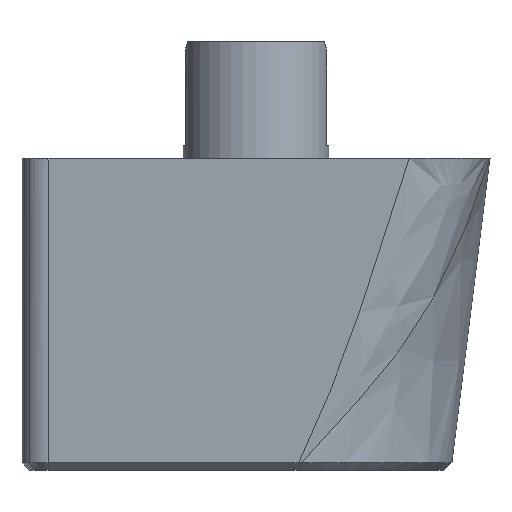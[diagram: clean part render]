
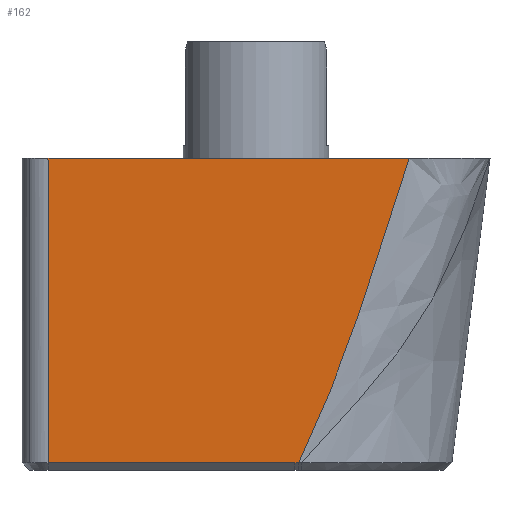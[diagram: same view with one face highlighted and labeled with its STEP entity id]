
A CAD part, left-side view. The second image highlights one B-rep face of the part: STEP entity #162.
In plain terms, the highlighted planar face has unit normal (-0.999, 0, -0.042).
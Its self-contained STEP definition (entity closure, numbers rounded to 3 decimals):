
#162=ADVANCED_FACE('',(#295),#296,.F.);
#295=FACE_OUTER_BOUND('',#652,.T.);
#296=PLANE('',#653);
#652=EDGE_LOOP('',(#1327,#1328,#1329,#1330,#1331));
#653=AXIS2_PLACEMENT_3D('',#1332,#1333,#1334);
#1327=ORIENTED_EDGE('',*,*,#1864,.F.);
#1328=ORIENTED_EDGE('',*,*,#1869,.F.);
#1329=ORIENTED_EDGE('',*,*,#1894,.F.);
#1330=ORIENTED_EDGE('',*,*,#1895,.F.);
#1331=ORIENTED_EDGE('',*,*,#1896,.F.);
#1332=CARTESIAN_POINT('',(-9.0,9.0,0.));
#1333=DIRECTION('',(0.999,0.,0.042));
#1334=DIRECTION('',(0.0,-1.0,0.));
#1864=EDGE_CURVE('',#2181,#2177,#2183,.T.);
#1869=EDGE_CURVE('',#2188,#2181,#2190,.T.);
#1894=EDGE_CURVE('',#2229,#2188,#2230,.T.);
#1895=EDGE_CURVE('',#2231,#2229,#2232,.T.);
#1896=EDGE_CURVE('',#2177,#2231,#2233,.T.);
#2177=VERTEX_POINT('',#2663);
#2181=VERTEX_POINT('',#2672);
#2183=LINE('',#2675,#2676);
#2188=VERTEX_POINT('',#2683);
#2190=CIRCLE('',#2686,127.133);
#2229=VERTEX_POINT('',#2747);
#2230=B_SPLINE_CURVE_WITH_KNOTS('',3,(#2748,#2749,#2750,#2751,#2752,#2753,#2754,#2755),.UNSPECIFIED.,.F.,.F.,(4,1,1,1,1,4),(0.083,0.379,0.569,0.949,1.139,1.33),.UNSPECIFIED.);
#2231=VERTEX_POINT('',#2756);
#2232=LINE('',#2757,#2758);
#2233=LINE('',#2759,#2760);
#2663=CARTESIAN_POINT('',(-8.512,8.,-11.7));
#2672=CARTESIAN_POINT('',(-8.512,-1.5,-11.7));
#2675=CARTESIAN_POINT('',(-8.512,5.272,-11.7));
#2676=VECTOR('',#3237,10.0);
#2683=CARTESIAN_POINT('',(-8.512,-1.643,-11.7));
#2686=AXIS2_PLACEMENT_3D('',#3244,#3245,#3246);
#2747=CARTESIAN_POINT('',(-9.0,-5.891,0.));
#2748=CARTESIAN_POINT('',(-9.,-5.891,0.));
#2749=CARTESIAN_POINT('',(-8.961,-5.592,-0.939));
#2750=CARTESIAN_POINT('',(-8.897,-5.105,-2.482));
#2751=CARTESIAN_POINT('',(-8.782,-4.22,-5.229));
#2752=CARTESIAN_POINT('',(-8.682,-3.394,-7.624));
#2753=CARTESIAN_POINT('',(-8.584,-2.439,-9.974));
#2754=CARTESIAN_POINT('',(-8.536,-1.915,-11.128));
#2755=CARTESIAN_POINT('',(-8.512,-1.643,-11.7));
#2756=CARTESIAN_POINT('',(-9.0,8.,0.));
#2757=CARTESIAN_POINT('',(-9.0,9.0,0.));
#2758=VECTOR('',#3287,10.0);
#2759=CARTESIAN_POINT('',(-8.984,8.,-0.374));
#2760=VECTOR('',#3288,10.0);
#3237=DIRECTION('',(0.,1.0,0.));
#3244=CARTESIAN_POINT('',(-3.22,-1.504,-138.723));
#3245=DIRECTION('',(-0.999,0.,-0.042));
#3246=DIRECTION('',(-0.042,-0.001,0.999));
#3287=DIRECTION('',(0.0,-1.0,0.));
#3288=DIRECTION('',(-0.042,0.,0.999));
